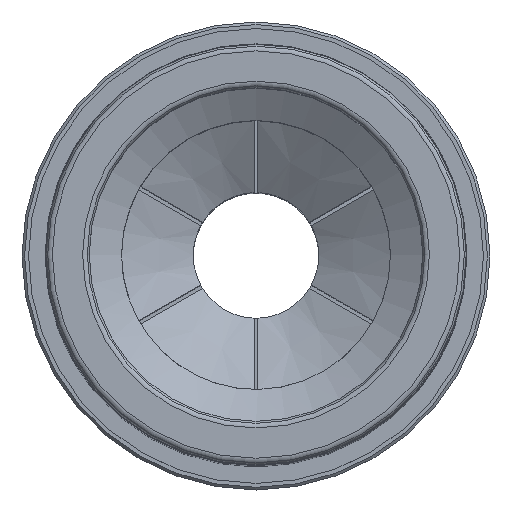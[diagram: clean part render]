
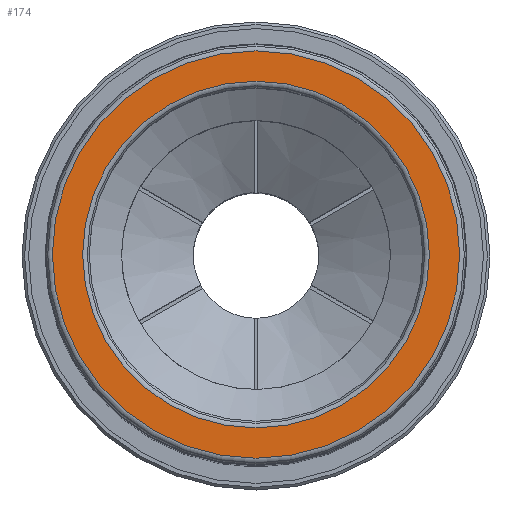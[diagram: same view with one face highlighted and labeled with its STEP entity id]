
A CAD part, top view. The second image highlights one B-rep face of the part: STEP entity #174.
In plain terms, the highlighted planar face has unit normal (0, 0, 1).
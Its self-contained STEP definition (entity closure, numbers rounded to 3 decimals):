
#134=PLANE('',#1165);
#174=ADVANCED_FACE('',(#254,#255),#134,.F.);
#254=FACE_BOUND('',#322,.T.);
#255=FACE_BOUND('',#323,.T.);
#322=EDGE_LOOP('',(#587));
#323=EDGE_LOOP('',(#588));
#587=ORIENTED_EDGE('',*,*,#948,.T.);
#588=ORIENTED_EDGE('',*,*,#949,.T.);
#833=VERTEX_POINT('',#1891);
#834=VERTEX_POINT('',#1894);
#948=EDGE_CURVE('',#833,#833,#1055,.T.);
#949=EDGE_CURVE('',#834,#834,#1056,.T.);
#1055=CIRCLE('',#1160,15.45);
#1056=CIRCLE('',#1162,13.15);
#1160=AXIS2_PLACEMENT_3D('',#1890,#1357,#1358);
#1162=AXIS2_PLACEMENT_3D('',#1893,#1361,#1362);
#1165=AXIS2_PLACEMENT_3D('',#1898,#1367,#1368);
#1357=DIRECTION('',(0.,0.,1.));
#1358=DIRECTION('',(-1.,0.,0.));
#1361=DIRECTION('',(0.,0.,-1.));
#1362=DIRECTION('',(1.,0.,0.));
#1367=DIRECTION('',(0.,0.,-1.));
#1368=DIRECTION('',(1.,0.,0.));
#1890=CARTESIAN_POINT('',(0.,0.,60.5));
#1891=CARTESIAN_POINT('',(-15.45,0.,60.5));
#1893=CARTESIAN_POINT('',(0.,0.,60.5));
#1894=CARTESIAN_POINT('',(13.15,0.,60.5));
#1898=CARTESIAN_POINT('',(0.,0.,60.5));
